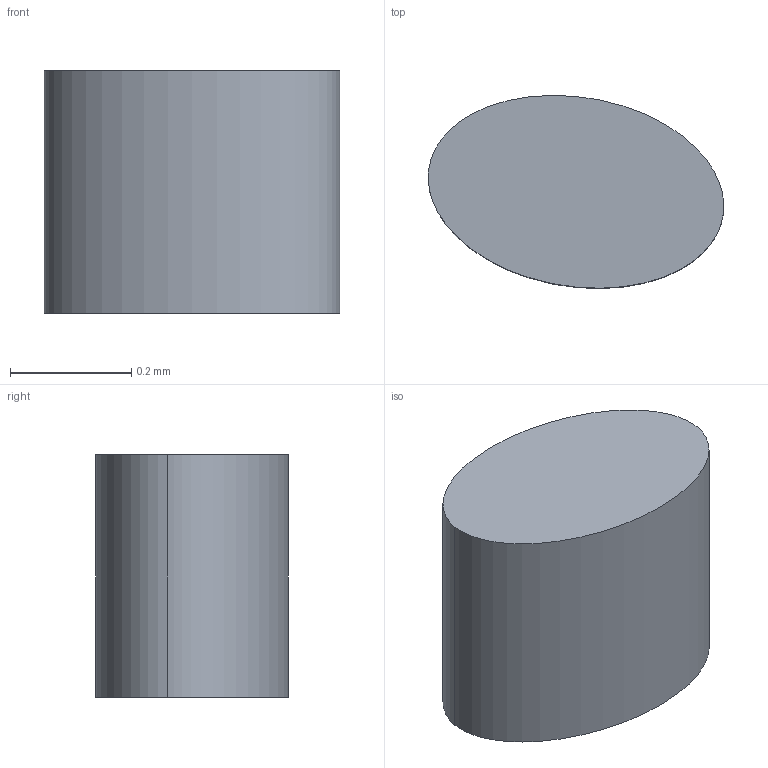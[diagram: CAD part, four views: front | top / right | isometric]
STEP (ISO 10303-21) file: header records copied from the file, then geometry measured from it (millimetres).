
FILE_DESCRIPTION(('Open CASCADE Model'),'2;1');
FILE_NAME('Open CASCADE Shape Model','2018-04-03T12:07:24',('Author'),( 'Open CASCADE'),'Open CASCADE STEP processor 6.5','Open CASCADE 6.5' ,'Unknown');
FILE_SCHEMA(('AUTOMOTIVE_DESIGN_CC2 { 1 2 10303 214 -1 1 5 4 }'));
Length unit declared in the file: millimetre
Products named in the file (1): selection
Bounding box: 0.49 x 0.32 x 0.4 mm (x, y, z)
Volume: 0 mm3; surface area: 0.8 mm2
Topology: 1 solids, 1 shells, 4 faces, 6 edges, 4 vertices
Faces by surface type: bspline 2, plane 2
Entity records: 187 total; most frequent: CARTESIAN_POINT 73, ORIENTED_EDGE 12, PCURVE 12, DEFINITIONAL_REPRESENTATION 12, DIRECTION 8, B_SPLINE_CURVE_WITH_KNOTS 8, EDGE_CURVE 6, SURFACE_CURVE 6
